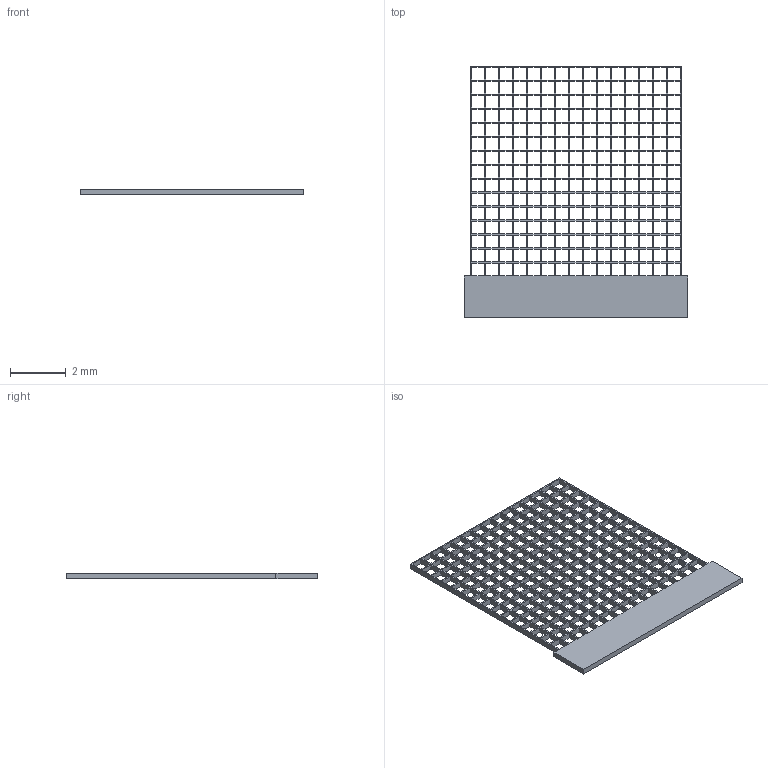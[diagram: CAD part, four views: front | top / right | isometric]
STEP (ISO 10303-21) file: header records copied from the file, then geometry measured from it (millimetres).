
FILE_DESCRIPTION(('STEP AP214'),'1');
FILE_NAME('fluid.stp','2025-10-08T01:39:02',(' '),(' '),'Spatial InterOp 3D',' ',' ');
FILE_SCHEMA(('AUTOMOTIVE_DESIGN { 1 0 10303 214 1 1 1 1 }'));
Length unit declared in the file: millimetre
Products named in the file (1): 1
Bounding box: 8 x 9 x 0.2 mm (x, y, z)
Volume: 4.6 mm3; surface area: 133.9 mm2
Topology: 1 solids, 1 shells, 910 faces, 2724 edges, 1816 vertices
Faces by surface type: plane 910
Entity records: 30903 total; most frequent: CARTESIAN_POINT 5451, ORIENTED_EDGE 5448, DIRECTION 4546, EDGE_CURVE 2724, LINE 2724, VECTOR 2724, VERTEX_POINT 1816, EDGE_LOOP 1360
